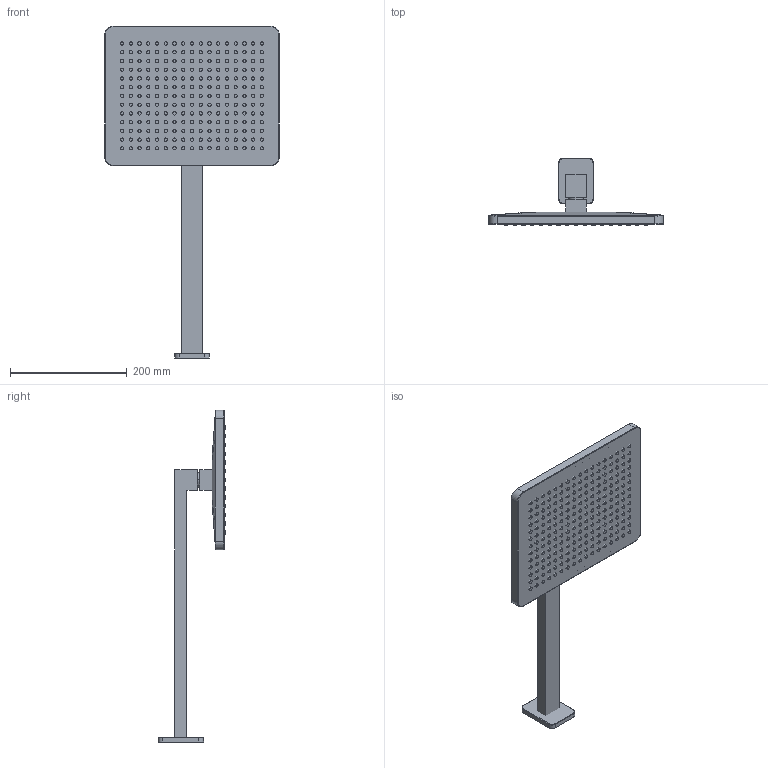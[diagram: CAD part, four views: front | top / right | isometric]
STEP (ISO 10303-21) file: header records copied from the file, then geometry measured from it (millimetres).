
FILE_DESCRIPTION (( 'STEP AP203' ), '1' );
FILE_NAME ('28786710-00.STEP', '2018-07-03T14:52:27', ( '' ), ( '' ), 'SwSTEP 2.0', 'SolidWorks 2017', '' );
FILE_SCHEMA (( 'CONFIG_CONTROL_DESIGN' ));
Length unit declared in the file: millimetre
Products named in the file (8): Planungsmodell_Halter-+-28.795.960-01_-_K1; Planungsmodell_Einsatz-+-28.785.960-01_-_K1; Planungsmodell_Deckel-+-09.11.02.305.90-01_K1; 28786710-00; Planungsmodell_Abdeckung-+-33.543.780-01_ _K78_60x78x9; Planungsmodell_Rohr_eckig_abgewinke-+-28.745.980-01_-_K1_465x35; Planungsmodell_Rohr_gerade-+-28.568.780-10_ _K36_25x10; Planungsmodell_Platte -+-09.11.01.092.94-01_-_K11_300x240x15,50
Assembly tree (7 placements, depth 2):
  28786710-00
    Planungsmodell_Abdeckung-+-33.543.780-01_ _K78_60x78x9
    Planungsmodell_Rohr_eckig_abgewinke-+-28.745.980-01_-_K1_465x35
    Planungsmodell_Rohr_gerade-+-28.568.780-10_ _K36_25x10
    Planungsmodell_Platte -+-09.11.01.092.94-01_-_K11_300x240x15,50
    Planungsmodell_Halter-+-28.795.960-01_-_K1
    Planungsmodell_Einsatz-+-28.785.960-01_-_K1
    Planungsmodell_Deckel-+-09.11.02.305.90-01_K1
Bounding box: 300 x 116.37 x 569.8 mm (x, y, z)
Volume: 2002347.5 mm3; surface area: 516763.9 mm2
Topology: 7 solids, 7 shells, 787 faces, 1608 edges, 1056 vertices
Faces by surface type: cone 446, plane 265, bspline 35, cylinder 29, torus 12
Entity records: 23606 total; most frequent: CARTESIAN_POINT 5324, DIRECTION 4063, ORIENTED_EDGE 3216, AXIS2_PLACEMENT_3D 1741, EDGE_CURVE 1608, VERTEX_POINT 1056, EDGE_LOOP 1008, CIRCLE 979
